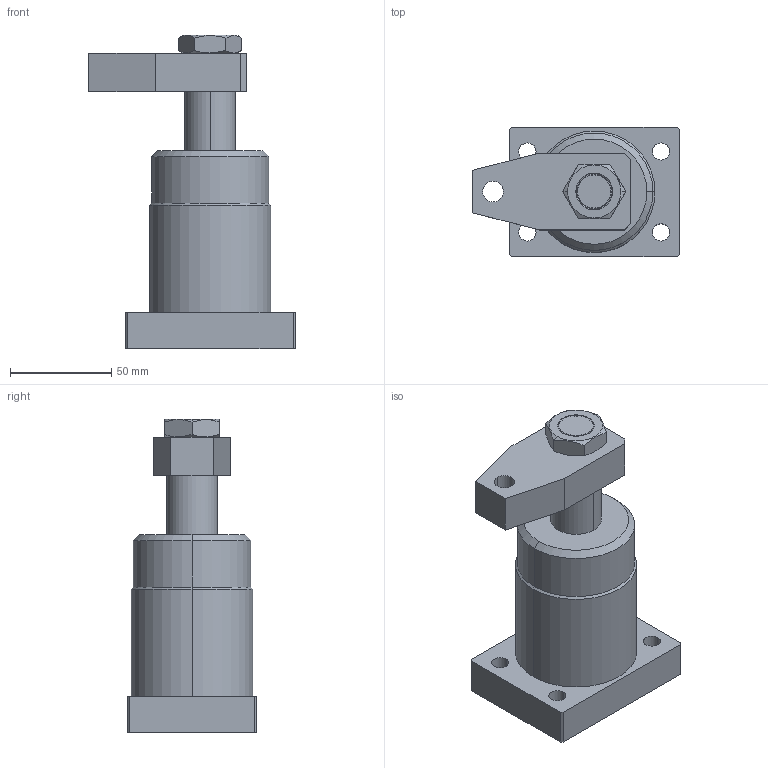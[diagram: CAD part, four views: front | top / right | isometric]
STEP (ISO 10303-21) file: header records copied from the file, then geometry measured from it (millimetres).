
FILE_DESCRIPTION (( 'STEP AP203' ), '1' );
FILE_NAME ('HNFS-40A-F.STEP', '2019-10-12T07:53:41', ( '微软用户' ), ( '微软中国' ), 'SwSTEP 2.0', 'SolidWorks 2012', '' );
FILE_SCHEMA (( 'CONFIG_CONTROL_DESIGN' ));
Length unit declared in the file: millimetre
Products named in the file (5): hex thin nuts grades ab gb_GB_FASTENER_NUT_STNABTT  B M18X1.5-N; HNFS-40A-F; 40等旋; 40A-S活塞杆; HNFS-40A-F掛极
Assembly tree (4 placements, depth 2):
  HNFS-40A-F
    HNFS-40A-F掛极
    40A-S活塞杆
    40等旋
    hex thin nuts grades ab gb_GB_FASTENER_NUT_STNABTT  B M18X1.5-N
Bounding box: 102 x 64 x 155 mm (x, y, z)
Volume: 381985.4 mm3; surface area: 52061.9 mm2
Topology: 4 solids, 4 shells, 115 faces, 272 edges, 174 vertices
Faces by surface type: plane 59, cylinder 30, cone 20, bspline 4, torus 2
Entity records: 4097 total; most frequent: CARTESIAN_POINT 872, DIRECTION 572, ORIENTED_EDGE 544, EDGE_CURVE 272, AXIS2_PLACEMENT_3D 202, VERTEX_POINT 174, VECTOR 168, LINE 168
